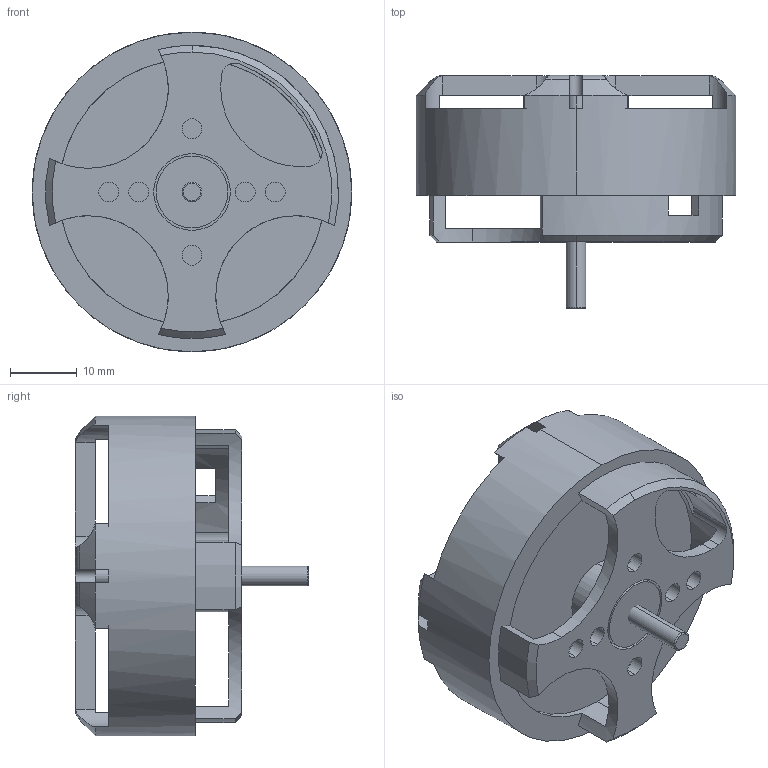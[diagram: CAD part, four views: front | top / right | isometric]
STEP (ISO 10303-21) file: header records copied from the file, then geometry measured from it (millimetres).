
FILE_DESCRIPTION (( 'STEP AP203' ), '1' );
FILE_NAME ('Multistar 4822-390.STEP', '2021-08-22T11:41:12', ( 'Kasutaja' ), ( '' ), 'SwSTEP 2.0', 'SolidWorks 2021', '' );
FILE_SCHEMA (( 'CONFIG_CONTROL_DESIGN' ));
Length unit declared in the file: millimetre
Products named in the file (1): Multistar 4822-390
Bounding box: 48 x 35 x 48 mm (x, y, z)
Volume: 21201.8 mm3; surface area: 11144.7 mm2
Topology: 2 solids, 2 shells, 128 faces, 424 edges, 282 vertices
Faces by surface type: cylinder 68, plane 38, cone 12, torus 10
Entity records: 5092 total; most frequent: CARTESIAN_POINT 1113, ORIENTED_EDGE 848, DIRECTION 845, EDGE_CURVE 424, AXIS2_PLACEMENT_3D 340, VERTEX_POINT 282, CIRCLE 211, VECTOR 165
